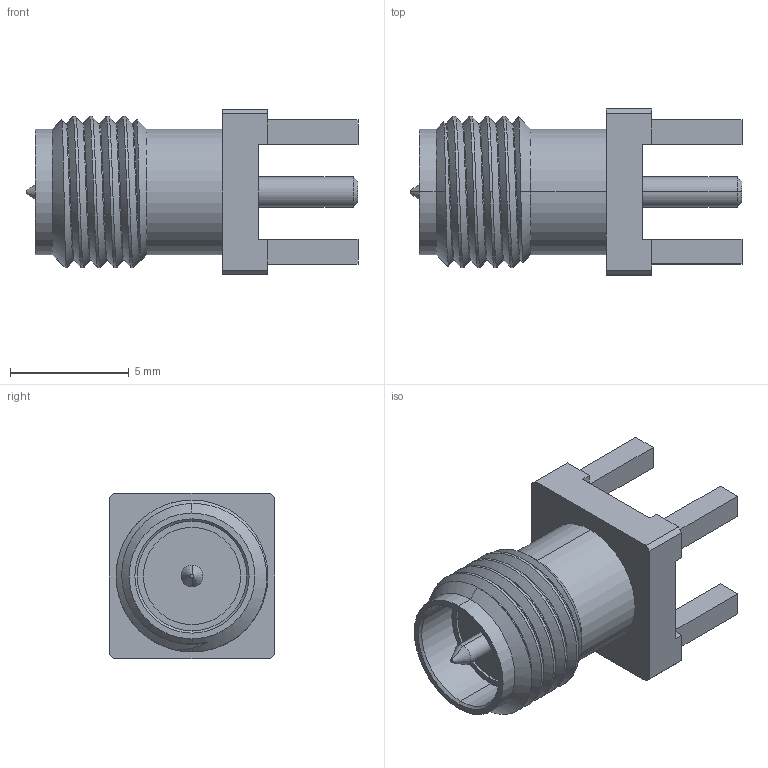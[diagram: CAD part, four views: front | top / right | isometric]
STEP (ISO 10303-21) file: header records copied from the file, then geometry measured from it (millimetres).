
FILE_DESCRIPTION (( 'STEP AP203' ), '1' );
FILE_NAME ('PCB.SMAFRPRA.NI.STEP', '2021-12-04T14:18:05', ( 'admin' ), ( '' ), 'SwSTEP 2.0', 'SolidWorks 2015', '' );
FILE_SCHEMA (( 'CONFIG_CONTROL_DESIGN' ));
Length unit declared in the file: millimetre
Products named in the file (1): PCB.SMAFRPRA.NI
Bounding box: 14 x 7 x 7 mm (x, y, z)
Volume: 267.6 mm3; surface area: 435.6 mm2
Topology: 1 solids, 1 shells, 75 faces, 193 edges, 125 vertices
Faces by surface type: plane 39, cylinder 22, cone 11, bspline 3
Entity records: 3432 total; most frequent: CARTESIAN_POINT 1594, ORIENTED_EDGE 386, DIRECTION 340, EDGE_CURVE 193, VECTOR 128, LINE 128, VERTEX_POINT 125, AXIS2_PLACEMENT_3D 106
